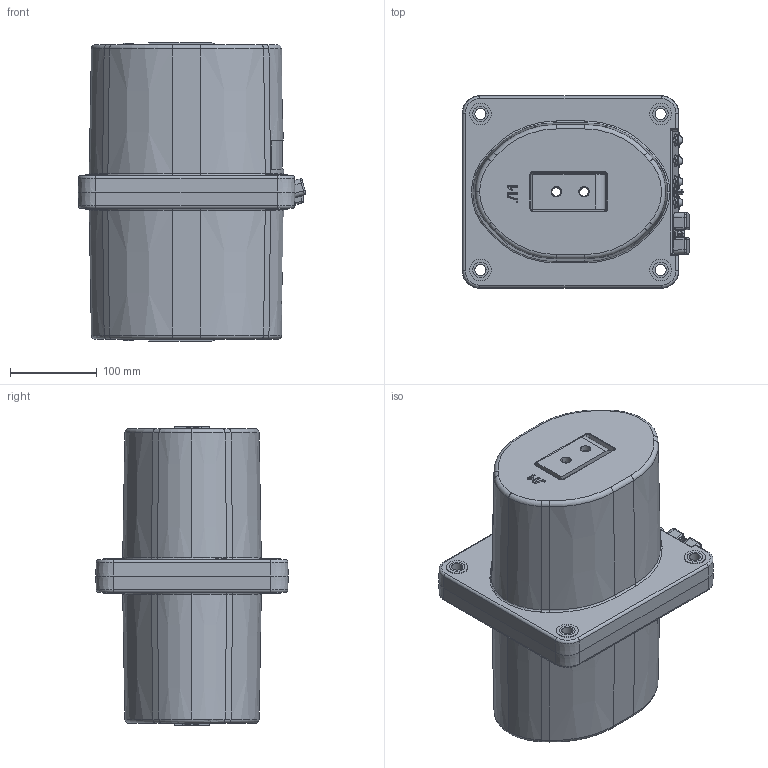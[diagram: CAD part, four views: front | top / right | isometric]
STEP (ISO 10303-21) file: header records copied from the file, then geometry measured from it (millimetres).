
FILE_DESCRIPTION (( 'STEP AP203' ), '1' );
FILE_NAME ('眐恂-10-4(10-400).STEP', '2021-08-05T06:17:00', ( '' ), ( '' ), 'SwSTEP 2.0', 'SolidWorks 2010', '' );
FILE_SCHEMA (( 'CONFIG_CONTROL_DESIGN' ));
Length unit declared in the file: millimetre
Products named in the file (1): 眐恂-10-4(10-400)
Bounding box: 262.62 x 222 x 344 mm (x, y, z)
Surface area: 341654.8 mm2 (no closed solid volume)
Topology: 0 solids, 38 shells, 688 faces, 2026 edges, 1365 vertices
Faces by surface type: plane 235, cone 185, cylinder 142, bspline 62, torus 46, sphere 18
Entity records: 24877 total; most frequent: CARTESIAN_POINT 6789, DIRECTION 3879, ORIENTED_EDGE 3509, EDGE_CURVE 2022, AXIS2_PLACEMENT_3D 1488, VERTEX_POINT 1365, LINE 903, VECTOR 903
